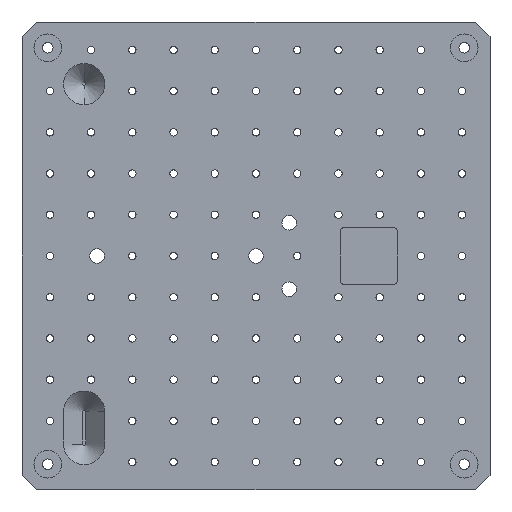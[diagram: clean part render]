
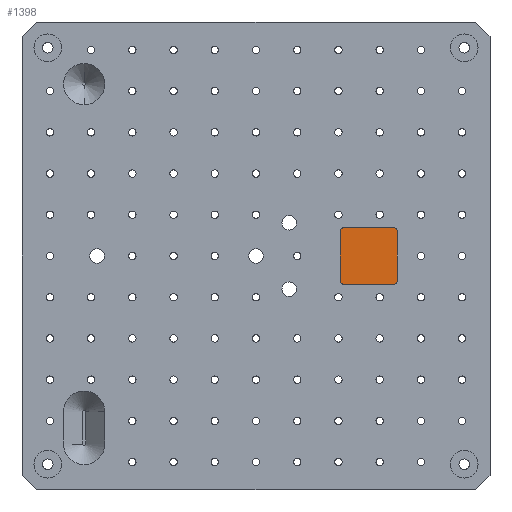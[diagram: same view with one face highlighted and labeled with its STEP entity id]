
A CAD part, front view. The second image highlights one B-rep face of the part: STEP entity #1398.
In plain terms, the highlighted planar face has unit normal (0, -1, 0).
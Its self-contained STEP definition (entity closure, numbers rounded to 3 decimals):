
#94 = LINE ( 'NONE', #11874, #8748 ) ;
#389 = VERTEX_POINT ( 'NONE', #8035 ) ;
#485 = AXIS2_PLACEMENT_3D ( 'NONE', #2181, #10965, #9996 ) ;
#1154 = EDGE_CURVE ( 'NONE', #4633, #12897, #5659, .T. ) ;
#1300 = EDGE_LOOP ( 'NONE', ( #6488, #4199, #9309, #1473, #9949, #9171, #4640, #9647 ) ) ;
#1398 = ADVANCED_FACE ( 'NONE', ( #3042 ), #7008, .F. ) ;
#1473 = ORIENTED_EDGE ( 'NONE', *, *, #7961, .T. ) ;
#1877 = EDGE_CURVE ( 'NONE', #389, #2605, #2762, .T. ) ;
#2056 = DIRECTION ( 'NONE',  ( 0., 0., 1. ) ) ;
#2181 = CARTESIAN_POINT ( 'NONE',  ( 0., 3.054, 0. ) ) ;
#2193 = LINE ( 'NONE', #3947, #5938 ) ;
#2605 = VERTEX_POINT ( 'NONE', #8227 ) ;
#2637 = VERTEX_POINT ( 'NONE', #7568 ) ;
#2762 = CIRCLE ( 'NONE', #8629, 1. ) ;
#3042 = FACE_OUTER_BOUND ( 'NONE', #1300, .T. ) ;
#3135 = AXIS2_PLACEMENT_3D ( 'NONE', #9037, #4074, #10906 ) ;
#3673 = CIRCLE ( 'NONE', #5332, 1. ) ;
#3683 = VERTEX_POINT ( 'NONE', #5576 ) ;
#3719 = CARTESIAN_POINT ( 'NONE',  ( 42.481, 3.054, 7.731 ) ) ;
#3877 = EDGE_CURVE ( 'NONE', #2637, #2605, #2193, .T. ) ;
#3947 = CARTESIAN_POINT ( 'NONE',  ( 26.018, 3.054, -8.731 ) ) ;
#4074 = DIRECTION ( 'NONE',  ( 0., -1., 0. ) ) ;
#4150 = DIRECTION ( 'NONE',  ( 1., 0., 0. ) ) ;
#4199 = ORIENTED_EDGE ( 'NONE', *, *, #1877, .T. ) ;
#4263 = DIRECTION ( 'NONE',  ( -1., 0., 0. ) ) ;
#4323 = LINE ( 'NONE', #7275, #5630 ) ;
#4633 = VERTEX_POINT ( 'NONE', #4752 ) ;
#4639 = EDGE_CURVE ( 'NONE', #9745, #10398, #3673, .T. ) ;
#4640 = ORIENTED_EDGE ( 'NONE', *, *, #8093, .F. ) ;
#4752 = CARTESIAN_POINT ( 'NONE',  ( 42.481, 3.054, -8.731 ) ) ;
#4768 = CARTESIAN_POINT ( 'NONE',  ( 42.481, 3.054, -7.731 ) ) ;
#5052 = CARTESIAN_POINT ( 'NONE',  ( 26.018, 3.054, 8.731 ) ) ;
#5332 = AXIS2_PLACEMENT_3D ( 'NONE', #3719, #8817, #7705 ) ;
#5576 = CARTESIAN_POINT ( 'NONE',  ( 27.018, 3.054, -8.731 ) ) ;
#5630 = VECTOR ( 'NONE', #4263, 1000. ) ;
#5659 = CIRCLE ( 'NONE', #11696, 1. ) ;
#5938 = VECTOR ( 'NONE', #2056, 1000. ) ;
#6488 = ORIENTED_EDGE ( 'NONE', *, *, #8266, .F. ) ;
#6684 = VECTOR ( 'NONE', #4150, 1000. ) ;
#7008 = PLANE ( 'NONE',  #485 ) ;
#7275 = CARTESIAN_POINT ( 'NONE',  ( 26.018, 3.054, -8.731 ) ) ;
#7479 = DIRECTION ( 'NONE',  ( 0., 0., 1. ) ) ;
#7568 = CARTESIAN_POINT ( 'NONE',  ( 26.018, 3.054, -7.731 ) ) ;
#7705 = DIRECTION ( 'NONE',  ( 0., 0., 1. ) ) ;
#7961 = EDGE_CURVE ( 'NONE', #2637, #3683, #9166, .T. ) ;
#8035 = CARTESIAN_POINT ( 'NONE',  ( 27.018, 3.054, 8.731 ) ) ;
#8093 = EDGE_CURVE ( 'NONE', #9745, #12897, #94, .T. ) ;
#8222 = DIRECTION ( 'NONE',  ( 0., 0., 1. ) ) ;
#8227 = CARTESIAN_POINT ( 'NONE',  ( 26.018, 3.054, 7.731 ) ) ;
#8266 = EDGE_CURVE ( 'NONE', #389, #10398, #10017, .T. ) ;
#8629 = AXIS2_PLACEMENT_3D ( 'NONE', #9326, #12253, #8222 ) ;
#8689 = EDGE_CURVE ( 'NONE', #4633, #3683, #4323, .T. ) ;
#8748 = VECTOR ( 'NONE', #11022, 1000. ) ;
#8817 = DIRECTION ( 'NONE',  ( 0., -1., 0. ) ) ;
#9037 = CARTESIAN_POINT ( 'NONE',  ( 27.018, 3.054, -7.731 ) ) ;
#9166 = CIRCLE ( 'NONE', #3135, 1. ) ;
#9171 = ORIENTED_EDGE ( 'NONE', *, *, #1154, .T. ) ;
#9309 = ORIENTED_EDGE ( 'NONE', *, *, #3877, .F. ) ;
#9326 = CARTESIAN_POINT ( 'NONE',  ( 27.018, 3.054, 7.731 ) ) ;
#9647 = ORIENTED_EDGE ( 'NONE', *, *, #4639, .T. ) ;
#9745 = VERTEX_POINT ( 'NONE', #11244 ) ;
#9949 = ORIENTED_EDGE ( 'NONE', *, *, #8689, .F. ) ;
#9996 = DIRECTION ( 'NONE',  ( 0., 0., 1. ) ) ;
#10017 = LINE ( 'NONE', #5052, #6684 ) ;
#10398 = VERTEX_POINT ( 'NONE', #11989 ) ;
#10906 = DIRECTION ( 'NONE',  ( 0., 0., 1. ) ) ;
#10965 = DIRECTION ( 'NONE',  ( 0., 1., 0. ) ) ;
#11022 = DIRECTION ( 'NONE',  ( 0., 0., -1. ) ) ;
#11244 = CARTESIAN_POINT ( 'NONE',  ( 43.481, 3.054, 7.731 ) ) ;
#11696 = AXIS2_PLACEMENT_3D ( 'NONE', #4768, #11754, #7479 ) ;
#11754 = DIRECTION ( 'NONE',  ( 0., -1., 0. ) ) ;
#11874 = CARTESIAN_POINT ( 'NONE',  ( 43.481, 3.054, -8.731 ) ) ;
#11989 = CARTESIAN_POINT ( 'NONE',  ( 42.481, 3.054, 8.731 ) ) ;
#12253 = DIRECTION ( 'NONE',  ( 0., -1., 0. ) ) ;
#12329 = CARTESIAN_POINT ( 'NONE',  ( 43.481, 3.054, -7.731 ) ) ;
#12897 = VERTEX_POINT ( 'NONE', #12329 ) ;
